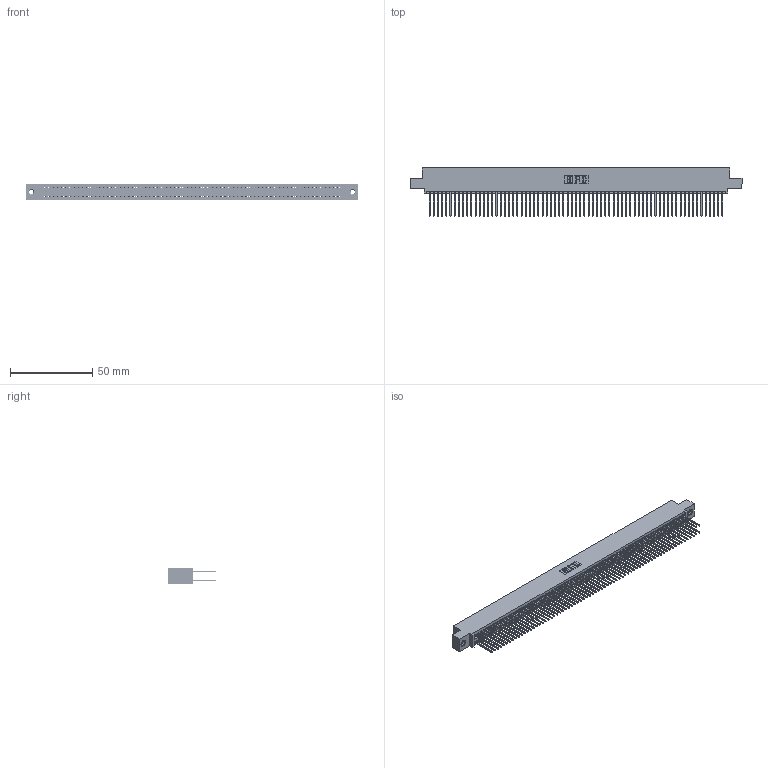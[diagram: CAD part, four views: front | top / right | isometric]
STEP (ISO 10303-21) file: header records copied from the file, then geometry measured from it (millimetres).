
FILE_DESCRIPTION (( 'STEP AP203' ), '1' );
FILE_NAME ('395-142-540-507.STEP', '2019-10-30T10:46:07', ( '' ), ( '' ), 'SwSTEP 2.0', 'SolidWorks 2016', '' );
FILE_SCHEMA (( 'CONFIG_CONTROL_DESIGN' ));
Length unit declared in the file: inch
Products named in the file (4): 345 Part_0.110 Offset - 0.156 Dia-TI; 345-292-001_345-293-140; 345-250-001_345-250-005-103; 395-142-540-507
Assembly tree (145 placements, depth 2):
  395-142-540-507
    345 Part_0.110 Offset - 0.156 Dia-TI
    345-292-001_345-293-140  x142
    345-250-001_345-250-005-103  x2
Bounding box: 201.55 x 29.13 x 9.4 mm (x, y, z)
Volume: 20299.3 mm3; surface area: 33185.6 mm2
Topology: 145 solids, 145 shells, 7290 faces, 21647 edges, 14234 vertices
Faces by surface type: plane 4802, cylinder 2472, cone 12, torus 4
Entity records: 53140 total; most frequent: CARTESIAN_POINT 8863, ORIENTED_EDGE 8790, DIRECTION 7805, EDGE_CURVE 4395, LINE 3959, VECTOR 3959, VERTEX_POINT 2924, AXIS2_PLACEMENT_3D 1923
